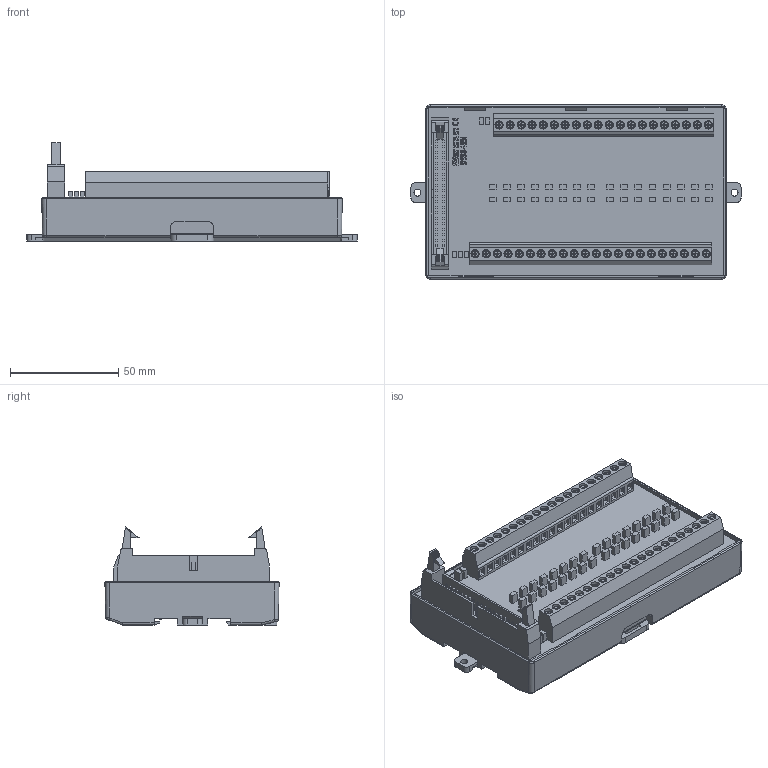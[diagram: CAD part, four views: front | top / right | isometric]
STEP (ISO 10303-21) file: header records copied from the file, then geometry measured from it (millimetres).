
FILE_DESCRIPTION(/* description */ (''),/* implementation_level */ '2;1');
FILE_NAME(/* name */ '123.stp',/* time_stamp */ '2024-08-16T13:57:51+08:00',/* author */ (''),/* organization */ (''),/* preprocessor_version */ 'ST-DEVELOPER v14',/* originating_system */ 'SIEMENS PLM Software NX 8.0',/* authorisation */ '');
FILE_SCHEMA (('AUTOMOTIVE_DESIGN { 1 0 10303 214 3 1 1 1 }'));
Products named in the file (1): Admi3260DBFCac1t
Bounding box: 152.4 x 80.4 x 45.25 mm (x, y, z)
Volume: 219850.8 mm3; surface area: 48024 mm2
Topology: 3 solids, 3 shells, 2318 faces, 5710 edges, 3633 vertices
Faces by surface type: plane 1923, cylinder 283, torus 86, extrusion 16, bspline 10
Full cylindrical faces by diameter (mm): 3.2 x2, 3.8 x42
Entity records: 72168 total; most frequent: CARTESIAN_POINT 15084, ORIENTED_EDGE 11332, DIRECTION 10701, EDGE_CURVE 5666, VECTOR 4791, LINE 4775, VERTEX_POINT 3633, AXIS2_PLACEMENT_3D 2955
